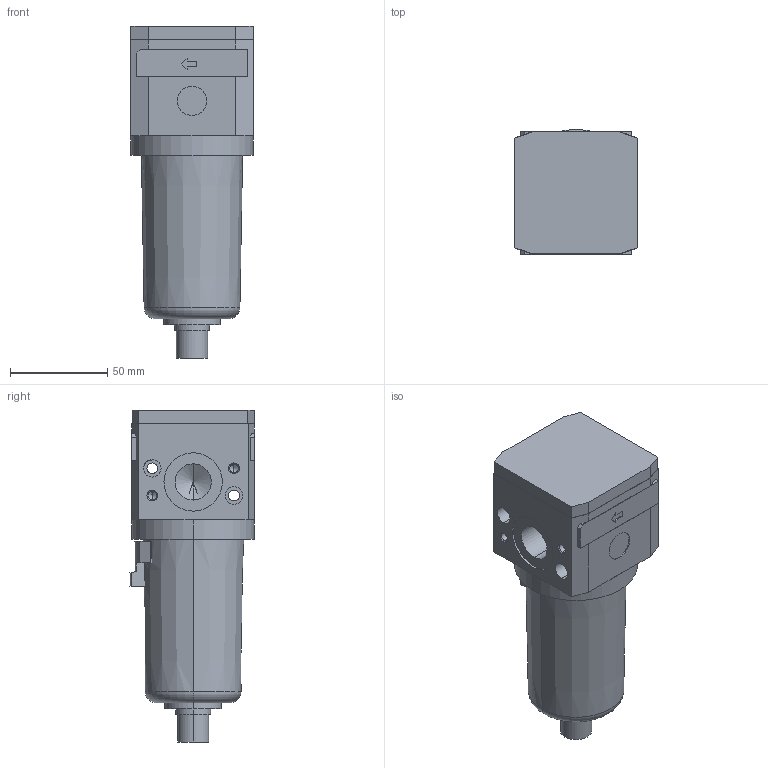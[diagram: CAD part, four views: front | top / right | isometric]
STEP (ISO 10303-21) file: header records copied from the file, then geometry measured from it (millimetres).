
FILE_DESCRIPTION((''),'2;1');
FILE_NAME('17301B_.stp','2003-06-16T14:57:24',('maffial1'),(''),'Autodesk Inventor 7','Autodesk Inventor 7','');
FILE_SCHEMA(('AUTOMOTIVE_DESIGN { 1 0 10303 214 1 1 1 1 }'));
Length unit declared in the file: millimetre
Products named in the file (1): 17301B_
Bounding box: 63 x 64.18 x 170.7 mm (x, y, z)
Volume: 409451.7 mm3; surface area: 50559.9 mm2
Topology: 1 solids, 3 shells, 171 faces, 418 edges, 262 vertices
Faces by surface type: plane 70, bspline 54, cylinder 32, cone 13, torus 2
Entity records: 5319 total; most frequent: CARTESIAN_POINT 1394, ORIENTED_EDGE 812, DIRECTION 770, EDGE_CURVE 406, VECTOR 278, LINE 278, VERTEX_POINT 262, AXIS2_PLACEMENT_3D 246
